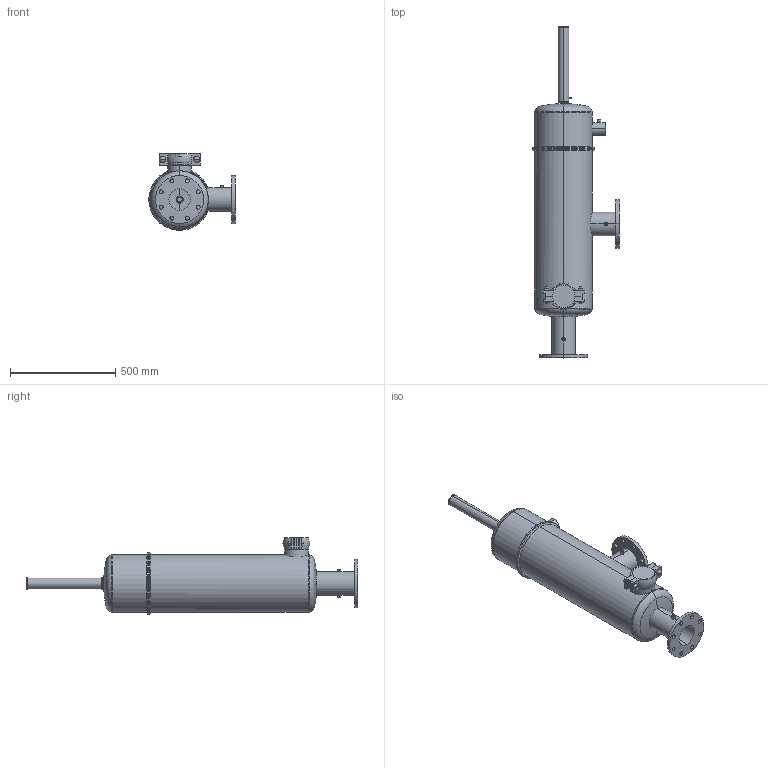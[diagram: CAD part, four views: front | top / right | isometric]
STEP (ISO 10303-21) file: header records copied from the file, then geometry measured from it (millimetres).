
FILE_DESCRIPTION (( 'STEP AP203' ), '1' );
FILE_NAME ('CXL4-90.STEP', '2020-09-25T10:10:25', ( '' ), ( '' ), 'SwSTEP 2.0', 'SolidWorks 2018', '' );
FILE_SCHEMA (( 'CONFIG_CONTROL_DESIGN' ));
Length unit declared in the file: inch
Products named in the file (1): CXL4-90
Bounding box: 409.57 x 1573.54 x 363.42 mm (x, y, z)
Volume: 7313612.9 mm3; surface area: 2464841.1 mm2
Topology: 10 solids, 10 shells, 288 faces, 687 edges, 433 vertices
Faces by surface type: cylinder 136, plane 90, cone 32, torus 26, sphere 4
Entity records: 10231 total; most frequent: CARTESIAN_POINT 3268, DIRECTION 1493, ORIENTED_EDGE 1374, EDGE_CURVE 687, AXIS2_PLACEMENT_3D 609, VERTEX_POINT 433, EDGE_LOOP 364, CIRCLE 320
